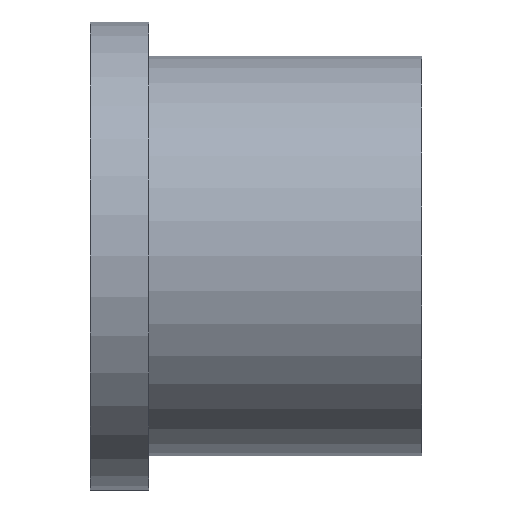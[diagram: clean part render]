
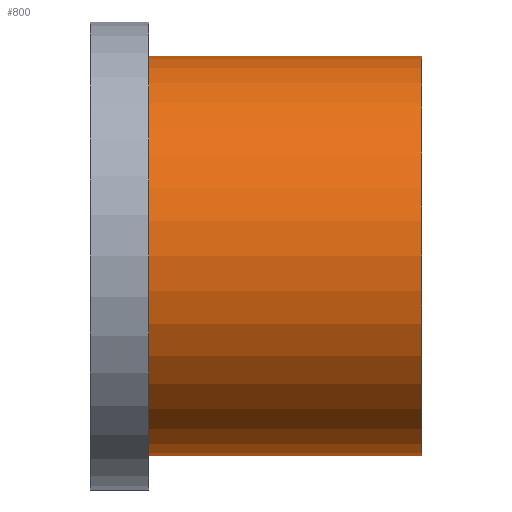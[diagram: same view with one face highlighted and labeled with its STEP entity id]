
A CAD part, front view. The second image highlights one B-rep face of the part: STEP entity #800.
In plain terms, the highlighted cylindrical face has radius 10.25 mm (diameter 20.5 mm), a partial arc.
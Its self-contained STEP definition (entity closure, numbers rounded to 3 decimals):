
#167 = LINE ( 'NONE', #886, #1206 ) ;
#213 = VERTEX_POINT ( 'NONE', #352 ) ;
#309 = EDGE_LOOP ( 'NONE', ( #2291, #977, #1355, #1369 ) ) ;
#352 = CARTESIAN_POINT ( 'NONE',  ( -4.5, 0., 10.25 ) ) ;
#532 = CARTESIAN_POINT ( 'NONE',  ( 9.5, 0., -10.25 ) ) ;
#669 = EDGE_CURVE ( 'NONE', #2651, #213, #1389, .T. ) ;
#755 = CYLINDRICAL_SURFACE ( 'NONE', #2650, 10.25 ) ;
#786 = CARTESIAN_POINT ( 'NONE',  ( -36.703, 0., 0. ) ) ;
#800 = ADVANCED_FACE ( 'NONE', ( #2712 ), #755, .T. ) ;
#886 = CARTESIAN_POINT ( 'NONE',  ( -36.703, 0., 10.25 ) ) ;
#977 = ORIENTED_EDGE ( 'NONE', *, *, #2709, .T. ) ;
#1122 = DIRECTION ( 'NONE',  ( -1., 0., 0. ) ) ;
#1206 = VECTOR ( 'NONE', #1851, 1000. ) ;
#1269 = DIRECTION ( 'NONE',  ( 0., 0., 1. ) ) ;
#1277 = DIRECTION ( 'NONE',  ( -1., 0., 0. ) ) ;
#1355 = ORIENTED_EDGE ( 'NONE', *, *, #2246, .T. ) ;
#1369 = ORIENTED_EDGE ( 'NONE', *, *, #669, .F. ) ;
#1389 = CIRCLE ( 'NONE', #2504, 10.25 ) ;
#1431 = AXIS2_PLACEMENT_3D ( 'NONE', #1533, #1277, #3016 ) ;
#1503 = VECTOR ( 'NONE', #2795, 1000. ) ;
#1533 = CARTESIAN_POINT ( 'NONE',  ( 9.5, 0., 0. ) ) ;
#1567 = EDGE_CURVE ( 'NONE', #2619, #2651, #2105, .T. ) ;
#1617 = CARTESIAN_POINT ( 'NONE',  ( -4.5, 0., 0. ) ) ;
#1722 = VERTEX_POINT ( 'NONE', #2560 ) ;
#1851 = DIRECTION ( 'NONE',  ( -1., 0., 0. ) ) ;
#2105 = LINE ( 'NONE', #2826, #1503 ) ;
#2243 = CIRCLE ( 'NONE', #1431, 10.25 ) ;
#2246 = EDGE_CURVE ( 'NONE', #1722, #213, #167, .T. ) ;
#2291 = ORIENTED_EDGE ( 'NONE', *, *, #1567, .F. ) ;
#2330 = DIRECTION ( 'NONE',  ( 0., 0., 1. ) ) ;
#2479 = DIRECTION ( 'NONE',  ( -1., 0., 0. ) ) ;
#2504 = AXIS2_PLACEMENT_3D ( 'NONE', #1617, #1122, #2330 ) ;
#2560 = CARTESIAN_POINT ( 'NONE',  ( 9.5, 0., 10.25 ) ) ;
#2619 = VERTEX_POINT ( 'NONE', #532 ) ;
#2650 = AXIS2_PLACEMENT_3D ( 'NONE', #786, #2479, #1269 ) ;
#2651 = VERTEX_POINT ( 'NONE', #2657 ) ;
#2657 = CARTESIAN_POINT ( 'NONE',  ( -4.5, 0., -10.25 ) ) ;
#2709 = EDGE_CURVE ( 'NONE', #2619, #1722, #2243, .T. ) ;
#2712 = FACE_OUTER_BOUND ( 'NONE', #309, .T. ) ;
#2795 = DIRECTION ( 'NONE',  ( -1., 0., 0. ) ) ;
#2826 = CARTESIAN_POINT ( 'NONE',  ( -36.703, 0., -10.25 ) ) ;
#3016 = DIRECTION ( 'NONE',  ( 0., 0., 1. ) ) ;
